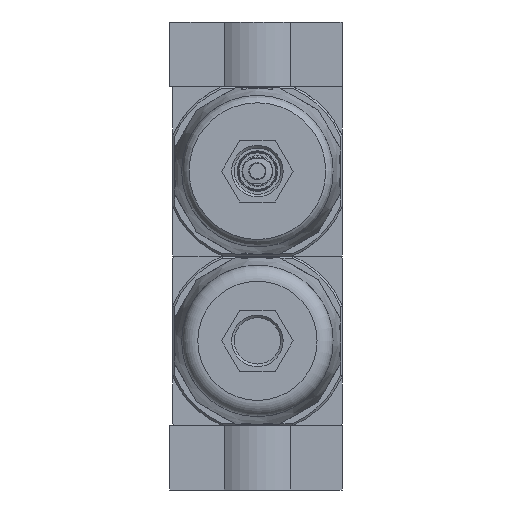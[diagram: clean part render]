
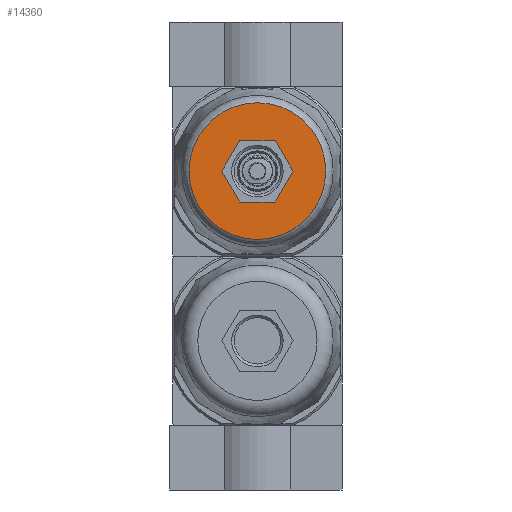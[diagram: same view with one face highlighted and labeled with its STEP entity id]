
A CAD part, front view. The second image highlights one B-rep face of the part: STEP entity #14360.
In plain terms, the highlighted planar face has unit normal (0, -1, 0).
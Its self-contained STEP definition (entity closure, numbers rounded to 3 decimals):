
#1248=CIRCLE('',#20357,26.576);
#3658=ORIENTED_EDGE('',*,*,#6615,.T.);
#3659=ORIENTED_EDGE('',*,*,#6764,.T.);
#3660=ORIENTED_EDGE('',*,*,#6779,.T.);
#3661=ORIENTED_EDGE('',*,*,#6776,.T.);
#3662=ORIENTED_EDGE('',*,*,#6773,.T.);
#3663=ORIENTED_EDGE('',*,*,#6770,.T.);
#3664=ORIENTED_EDGE('',*,*,#6767,.T.);
#6615=EDGE_CURVE('',#8449,#8449,#1248,.F.);
#6764=EDGE_CURVE('',#8532,#8531,#9725,.T.);
#6767=EDGE_CURVE('',#8534,#8532,#9728,.T.);
#6770=EDGE_CURVE('',#8536,#8534,#9731,.T.);
#6773=EDGE_CURVE('',#8538,#8536,#9734,.T.);
#6776=EDGE_CURVE('',#8540,#8538,#9737,.T.);
#6779=EDGE_CURVE('',#8531,#8540,#9740,.T.);
#8449=VERTEX_POINT('',#27752);
#8531=VERTEX_POINT('',#28256);
#8532=VERTEX_POINT('',#28258);
#8534=VERTEX_POINT('',#28264);
#8536=VERTEX_POINT('',#28270);
#8538=VERTEX_POINT('',#28276);
#8540=VERTEX_POINT('',#28282);
#9725=LINE('',#28257,#10667);
#9728=LINE('',#28263,#10670);
#9731=LINE('',#28269,#10673);
#9734=LINE('',#28275,#10676);
#9737=LINE('',#28281,#10679);
#9740=LINE('',#28286,#10682);
#10667=VECTOR('',#23356,1000.);
#10670=VECTOR('',#23361,1000.);
#10673=VECTOR('',#23366,1000.);
#10676=VECTOR('',#23371,1000.);
#10679=VECTOR('',#23376,1000.);
#10682=VECTOR('',#23381,1000.);
#11708=EDGE_LOOP('',(#3658));
#11709=EDGE_LOOP('',(#3659,#3660,#3661,#3662,#3663,#3664));
#12877=FACE_BOUND('',#11708,.T.);
#12878=FACE_BOUND('',#11709,.T.);
#13713=PLANE('',#20454);
#14360=ADVANCED_FACE('',(#12877,#12878),#13713,.F.);
#20357=AXIS2_PLACEMENT_3D('',#27751,#23100,#23101);
#20454=AXIS2_PLACEMENT_3D('',#28287,#23382,#23383);
#23100=DIRECTION('',(0.,1.,0.));
#23101=DIRECTION('',(0.,0.,1.));
#23356=DIRECTION('',(0.,0.,1.));
#23361=DIRECTION('',(-0.866,0.,0.5));
#23366=DIRECTION('',(-0.866,0.,-0.5));
#23371=DIRECTION('',(0.,0.,-1.));
#23376=DIRECTION('',(0.866,0.,-0.5));
#23381=DIRECTION('',(0.866,0.,0.5));
#23382=DIRECTION('',(0.,1.,0.));
#23383=DIRECTION('',(0.,0.,1.));
#27751=CARTESIAN_POINT('',(0.,-164.,0.));
#27752=CARTESIAN_POINT('',(0.,-164.,26.576));
#28256=CARTESIAN_POINT('',(-12.,-164.,6.928));
#28257=CARTESIAN_POINT('',(-12.,-164.,-6.928));
#28258=CARTESIAN_POINT('',(-12.,-164.,-6.928));
#28263=CARTESIAN_POINT('',(0.,-164.,-13.856));
#28264=CARTESIAN_POINT('',(0.,-164.,-13.856));
#28269=CARTESIAN_POINT('',(12.,-164.,-6.928));
#28270=CARTESIAN_POINT('',(12.,-164.,-6.928));
#28275=CARTESIAN_POINT('',(12.,-164.,6.928));
#28276=CARTESIAN_POINT('',(12.,-164.,6.928));
#28281=CARTESIAN_POINT('',(0.,-164.,13.856));
#28282=CARTESIAN_POINT('',(0.,-164.,13.856));
#28286=CARTESIAN_POINT('',(-12.,-164.,6.928));
#28287=CARTESIAN_POINT('',(0.,-164.,0.));
